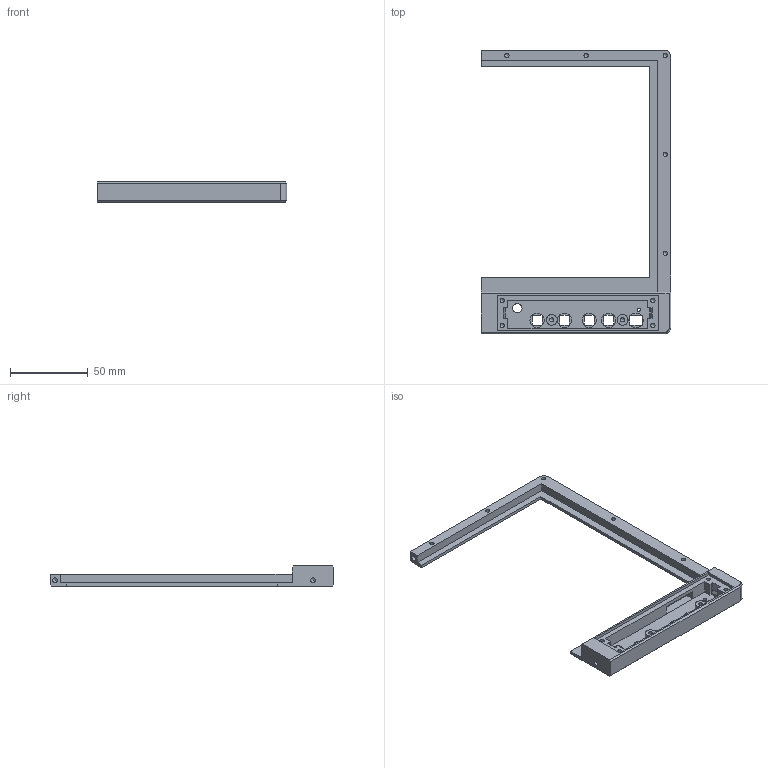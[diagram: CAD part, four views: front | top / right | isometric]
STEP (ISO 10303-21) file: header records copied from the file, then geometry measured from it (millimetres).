
FILE_DESCRIPTION(('FreeCAD Model'),'2;1');
FILE_NAME('Open CASCADE Shape Model','2021-10-21T10:38:48',('Author'),( ''),'Open CASCADE STEP processor 7.5','FreeCAD','Unknown');
FILE_SCHEMA(('AUTOMOTIVE_DESIGN { 1 0 10303 214 1 1 1 1 }'));
Length unit declared in the file: millimetre
Products named in the file (1): Front_Left
Bounding box: 122 x 183 x 13 mm (x, y, z)
Volume: 41354.2 mm3; surface area: 26257.4 mm2
Topology: 1 solids, 1 shells, 170 faces, 429 edges, 267 vertices
Faces by surface type: plane 126, cylinder 28, cone 16
Full cylindrical faces by diameter (mm): 2 x1, 2.7 x11, 3.2 x2, 6 x1, 7 x2, 9.2 x4
Entity records: 10412 total; most frequent: CARTESIAN_POINT 1764, DIRECTION 1636, LINE 1146, VECTOR 1146, ORIENTED_EDGE 832, PCURVE 832, DEFINITIONAL_REPRESENTATION 832, EDGE_CURVE 416
